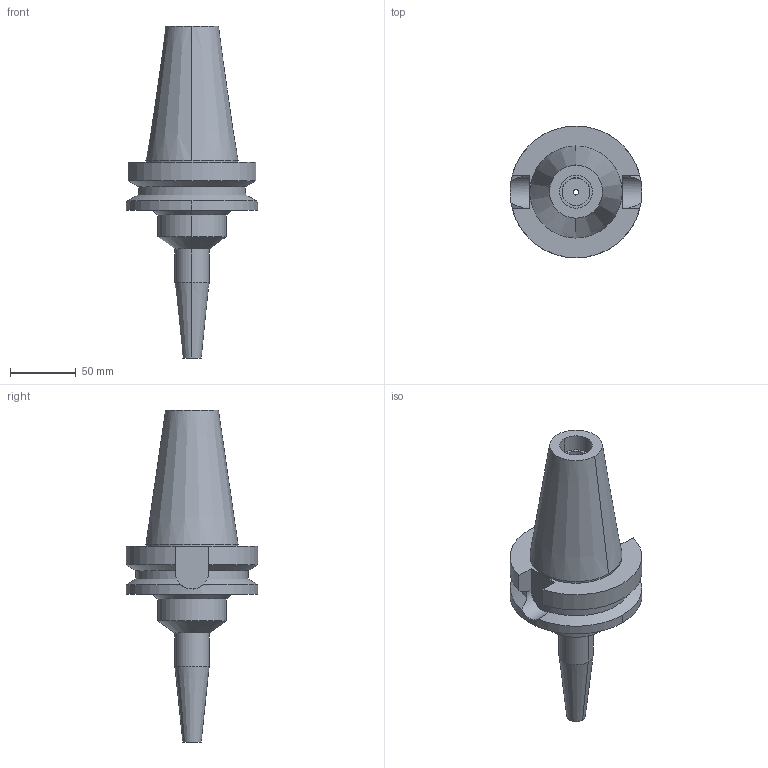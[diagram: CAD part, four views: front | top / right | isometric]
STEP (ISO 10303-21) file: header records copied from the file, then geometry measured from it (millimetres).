
FILE_DESCRIPTION((''),'2;1');
FILE_NAME('BBT50-HDC4S-150','2019-03-08T',('ykawabe'),(''),'CREO PARAMETRIC BY PTC INC, 2016380','CREO PARAMETRIC BY PTC INC, 2016380','');
FILE_SCHEMA(('AUTOMOTIVE_DESIGN { 1 0 10303 214 1 1 1 1 }'));
Length unit declared in the file: millimetre
Products named in the file (1): BBT50-HDC4S-150
Bounding box: 100 x 100 x 251.8 mm (x, y, z)
Volume: 532991.2 mm3; surface area: 65020.9 mm2
Topology: 1 solids, 1 shells, 49 faces, 125 edges, 83 vertices
Faces by surface type: cylinder 24, plane 13, cone 12
Entity records: 2137 total; most frequent: CARTESIAN_POINT 332, DIRECTION 280, ORIENTED_EDGE 250, PRESENTATION_STYLE_ASSIGNMENT 130, STYLED_ITEM 130, CURVE_STYLE 129, EDGE_CURVE 125, AXIS2_PLACEMENT_3D 116
